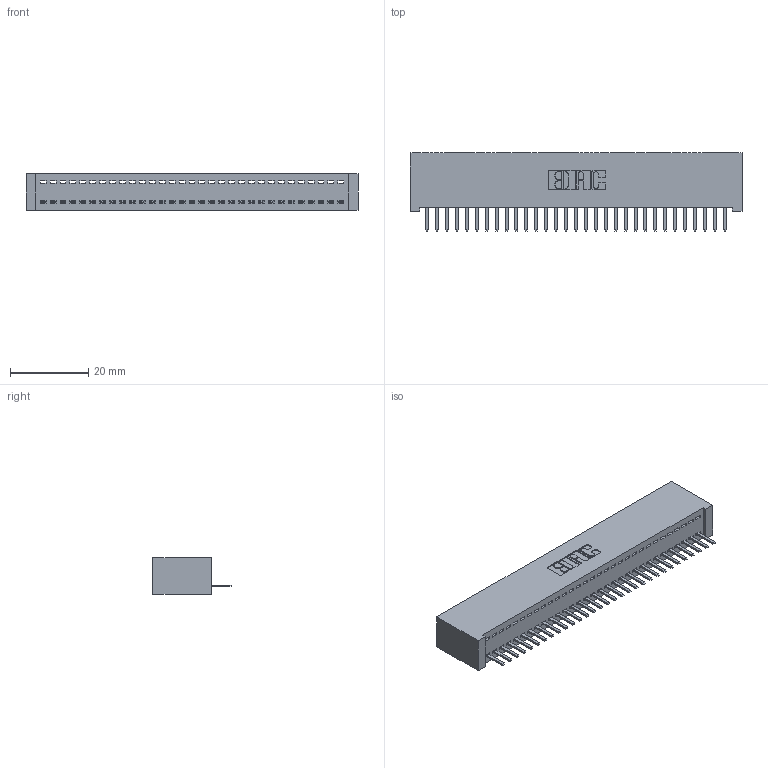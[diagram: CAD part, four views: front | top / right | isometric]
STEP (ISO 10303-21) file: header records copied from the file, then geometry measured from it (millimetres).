
FILE_DESCRIPTION (( 'STEP AP203' ), '1' );
FILE_NAME ('342-031-520-101.STEP', '2018-08-11T16:03:49', ( '' ), ( '' ), 'SwSTEP 2.0', 'SolidWorks 2016', '' );
FILE_SCHEMA (( 'CONFIG_CONTROL_DESIGN' ));
Length unit declared in the file: inch
Products named in the file (3): 345-292-001_345-293-120; 342-031-520-101; 342 Part_Lugless
Assembly tree (32 placements, depth 2):
  342-031-520-101
    342 Part_Lugless
    345-292-001_345-293-120  x31
Bounding box: 84.99 x 20.02 x 9.4 mm (x, y, z)
Volume: 7731.1 mm3; surface area: 11185.4 mm2
Topology: 32 solids, 32 shells, 2024 faces, 5979 edges, 3902 vertices
Faces by surface type: plane 1426, cylinder 598
Entity records: 20079 total; most frequent: CARTESIAN_POINT 3483, ORIENTED_EDGE 3438, DIRECTION 2941, EDGE_CURVE 1719, LINE 1595, VECTOR 1595, VERTEX_POINT 1142, AXIS2_PLACEMENT_3D 673
